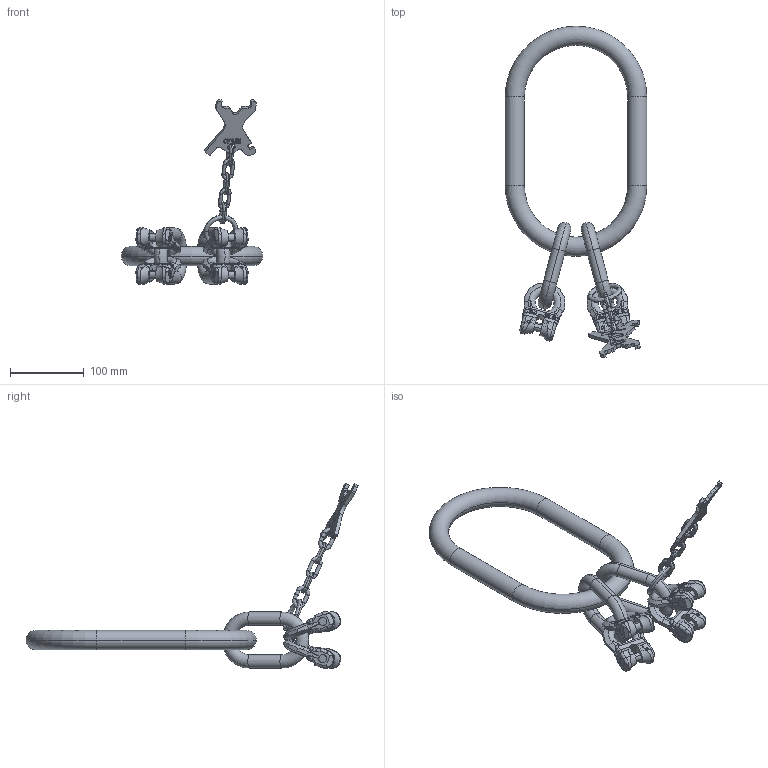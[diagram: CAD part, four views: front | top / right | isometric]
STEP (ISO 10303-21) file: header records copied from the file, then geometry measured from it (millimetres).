
FILE_DESCRIPTION((''),'2;1');
FILE_NAME('001-M34587-P-2_ASM','2014-07-03T',('Andreas.Wendler'),(''),'PRO/ENGINEER BY PARAMETRIC TECHNOLOGY CORPORATION, 2010140','PRO/ENGINEER BY PARAMETRIC TECHNOLOGY CORPORATION, 2010140','');
FILE_SCHEMA(('CONFIG_CONTROL_DESIGN'));
Length unit declared in the file: millimetre
Products named in the file (19): 001-M34585-P-3; 001-M34546-P-2; 001-M34512-P-9; 001-M31128-V01; 001-M31129-P-3; 001-M33743-001; 001-M31130-003_ASM; 001-M32730-P-1; 001-M34553-P-2_ASM; 001-M31128-V01_AF1; 001-M31129-P-3_AF2; 001-M33743-001_AF3; 001-M33743-001_AF4; 001-M33743-001_AF5; 001-M31130-003_AF1_ASM; 001-M31129-P-3_AF3; 001-M32730-P-1_AF0; 001-M34553-P-2_AF0_ASM; 001-M34587-P-2_ASM
Assembly tree (25 placements, depth 4):
  001-M34587-P-2_ASM
    001-M34585-P-3
    001-M34553-P-2_ASM
      001-M34546-P-2
      001-M34512-P-9  x2
      001-M31128-V01
      001-M31129-P-3  x2
      001-M31130-003_ASM
        001-M33743-001  x3
      001-M32730-P-1
    001-M34553-P-2_AF0_ASM
      001-M34546-P-2
      001-M34512-P-9  x2
      001-M31128-V01_AF1
      001-M31129-P-3_AF2
      001-M31130-003_AF1_ASM
        001-M33743-001_AF3
        001-M33743-001_AF4
        001-M33743-001_AF5
      001-M31129-P-3_AF3
      001-M32730-P-1_AF0
Bounding box: 192 x 449.88 x 250 mm (x, y, z)
Volume: 726625.6 mm3; surface area: 149243.8 mm2
Topology: 14 solids, 14 shells, 2034 faces, 5641 edges, 3710 vertices
Faces by surface type: plane 1664, cylinder 262, torus 68, bspline 32, cone 8
Entity records: 32389 total; most frequent: CARTESIAN_POINT 6310, ORIENTED_EDGE 5526, DIRECTION 5048, EDGE_CURVE 2763, VECTOR 2424, LINE 2424, VERTEX_POINT 1823, AXIS2_PLACEMENT_3D 1312
